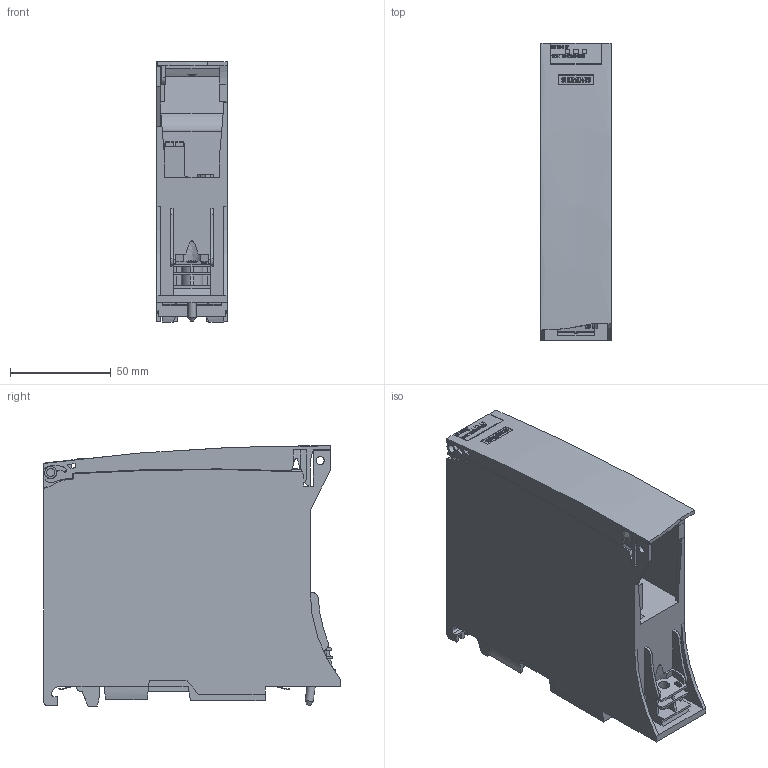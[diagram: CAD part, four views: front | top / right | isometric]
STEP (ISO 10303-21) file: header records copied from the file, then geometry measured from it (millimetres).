
FILE_DESCRIPTION(/* description */ (''),/* implementation_level */ '2;1');
FILE_NAME(/* name */ '6ES7155-5BA00-0AB0_3d.stp',/* time_stamp */ '2024-07-15T09:22:57+02:00',/* author */ (''),/* organization */ (''),/* preprocessor_version */ 'ST-DEVELOPER v18.102',/* originating_system */ 'SIEMENS PLM Software NX 2023',/* authorisation */ '');
FILE_SCHEMA (('AUTOMOTIVE_DESIGN { 1 0 10303 214 3 1 1 1 }'));
Products named in the file (5): A5E30584982A_RS-AA_005_1-powersupply-connector; A5E30795267A_RS-AA_002_1-cover; A5E32160941A_RS-AA_003_1-labeling; A5E32160944A_RS-AA_002_1-box; A5E32160959A_RS-AA_005_1-CAx_6ES71555BA000AB0
Assembly tree (4 placements, depth 2):
  A5E32160959A_RS-AA_005_1-CAx_6ES71555BA000AB0
    A5E32160944A_RS-AA_002_1-box
    A5E32160941A_RS-AA_003_1-labeling
    A5E30795267A_RS-AA_002_1-cover
    A5E30584982A_RS-AA_005_1-powersupply-connector
Bounding box: 34.8 x 147.01 x 129 mm (x, y, z)
Volume: 431101.3 mm3; surface area: 85846.3 mm2
Topology: 97 solids, 98 shells, 2415 faces, 6179 edges, 4107 vertices
Faces by surface type: plane 1923, cylinder 277, extrusion 202, cone 13
Full cylindrical faces by diameter (mm): 1.14 x9, 1.4 x2, 1.6 x6, 1.8 x6, 2.4 x2, 3 x3, 3.952 x2, 4 x3, 5.372 x1, 8 x1
Entity records: 93943 total; most frequent: CARTESIAN_POINT 28580, ORIENTED_EDGE 12240, DIRECTION 11044, EDGE_CURVE 6120, VECTOR 5106, LINE 4904, VERTEX_POINT 4085, AXIS2_PLACEMENT_3D 2969
